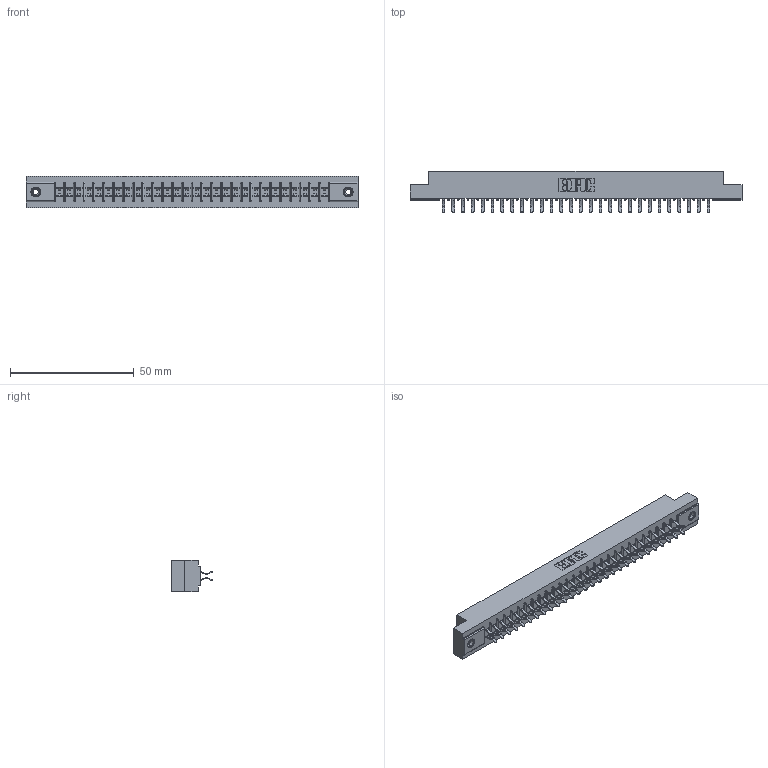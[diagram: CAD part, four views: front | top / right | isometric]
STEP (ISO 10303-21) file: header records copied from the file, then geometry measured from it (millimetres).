
FILE_DESCRIPTION (( 'STEP AP203' ), '1' );
FILE_NAME ('305-056-556-208.STEP', '2019-09-10T00:00:55', ( '' ), ( '' ), 'SwSTEP 2.0', 'SolidWorks 2016', '' );
FILE_SCHEMA (( 'CONFIG_CONTROL_DESIGN' ));
Length unit declared in the file: inch
Products named in the file (4): 305-290-001_556; 305-056-556-208; 305 Part_.156 Dia; 345-250-001_345-250-003-102
Assembly tree (59 placements, depth 2):
  305-056-556-208
    305 Part_.156 Dia
    305-290-001_556  x56
    345-250-001_345-250-003-102  x2
Bounding box: 133.96 x 16.64 x 12.7 mm (x, y, z)
Volume: 13872.4 mm3; surface area: 17374.2 mm2
Topology: 59 solids, 59 shells, 3312 faces, 9496 edges, 6172 vertices
Faces by surface type: plane 1836, cylinder 1348, sphere 112, cone 12, torus 4
Entity records: 33428 total; most frequent: CARTESIAN_POINT 5517, ORIENTED_EDGE 5468, DIRECTION 5362, EDGE_CURVE 2734, LINE 2188, VECTOR 2188, VERTEX_POINT 1742, AXIS2_PLACEMENT_3D 1587
